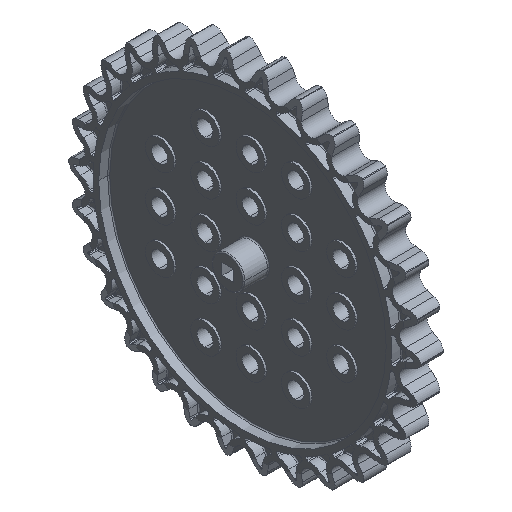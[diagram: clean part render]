
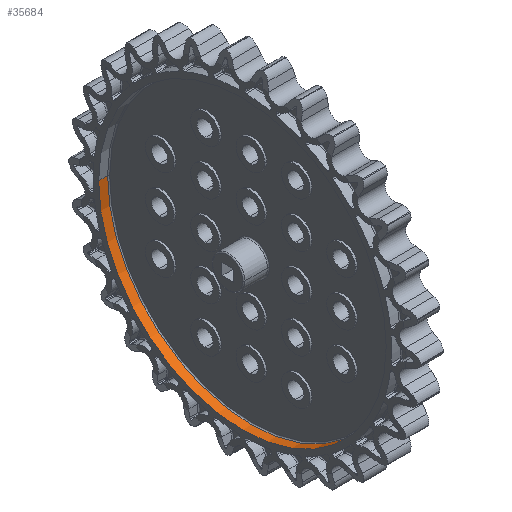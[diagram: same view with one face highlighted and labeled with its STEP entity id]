
A CAD part, isometric view. The second image highlights one B-rep face of the part: STEP entity #35684.
In plain terms, the highlighted cylindrical face has radius 40.25 mm (diameter 80.5 mm), a partial arc.
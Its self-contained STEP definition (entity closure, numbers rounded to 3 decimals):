
#2850=CARTESIAN_POINT('',(-1.3,0.,0.));
#2851=DIRECTION('',(1.,0.,0.));
#2852=DIRECTION('',(0.,-1.,0.));
#2853=AXIS2_PLACEMENT_3D('',#2850,#2851,#2852);
#2860=DIRECTION('',(-1.,0.,0.));
#2861=VECTOR('',#2860,2.51);
#2862=CARTESIAN_POINT('',(-1.3,40.25,0.));
#2863=LINE('',#2862,#2861);
#2864=DIRECTION('',(1.,0.,0.));
#2865=VECTOR('',#2864,2.51);
#2866=CARTESIAN_POINT('',(-3.81,-40.25,0.));
#2867=LINE('',#2866,#2865);
#2873=CARTESIAN_POINT('',(-3.81,0.,0.));
#2874=DIRECTION('',(-1.,0.,0.));
#2875=DIRECTION('',(0.,1.,0.));
#2876=AXIS2_PLACEMENT_3D('',#2873,#2874,#2875);
#27595=CARTESIAN_POINT('',(-3.81,-40.25,0.));
#27596=CARTESIAN_POINT('',(-3.81,40.25,0.));
#27597=VERTEX_POINT('',#27595);
#27598=VERTEX_POINT('',#27596);
#32429=CARTESIAN_POINT('',(-1.3,40.25,0.));
#32430=CARTESIAN_POINT('',(-1.3,-40.25,0.));
#32431=VERTEX_POINT('',#32429);
#32432=VERTEX_POINT('',#32430);
#35670=CARTESIAN_POINT('',(-3.81,0.,0.));
#35671=DIRECTION('',(-1.,0.,0.));
#35672=DIRECTION('',(0.,-1.,0.));
#35673=AXIS2_PLACEMENT_3D('',#35670,#35671,#35672);
#35674=CYLINDRICAL_SURFACE('',#35673,40.25);
#35675=ORIENTED_EDGE('',*,*,#35664,.F.);
#35677=ORIENTED_EDGE('',*,*,#35676,.F.);
#35679=ORIENTED_EDGE('',*,*,#35678,.F.);
#35681=ORIENTED_EDGE('',*,*,#35680,.F.);
#35682=EDGE_LOOP('',(#35675,#35677,#35679,#35681));
#35683=FACE_OUTER_BOUND('',#35682,.F.);
#35684=ADVANCED_FACE('',(#35683),#35674,.F.);
#2854=CIRCLE('',#2853,40.25);
#2877=CIRCLE('',#2876,40.25);
#35664=EDGE_CURVE('',#32432,#32431,#2854,.T.);
#35676=EDGE_CURVE('',#27597,#32432,#2867,.T.);
#35678=EDGE_CURVE('',#27598,#27597,#2877,.T.);
#35680=EDGE_CURVE('',#32431,#27598,#2863,.T.);
